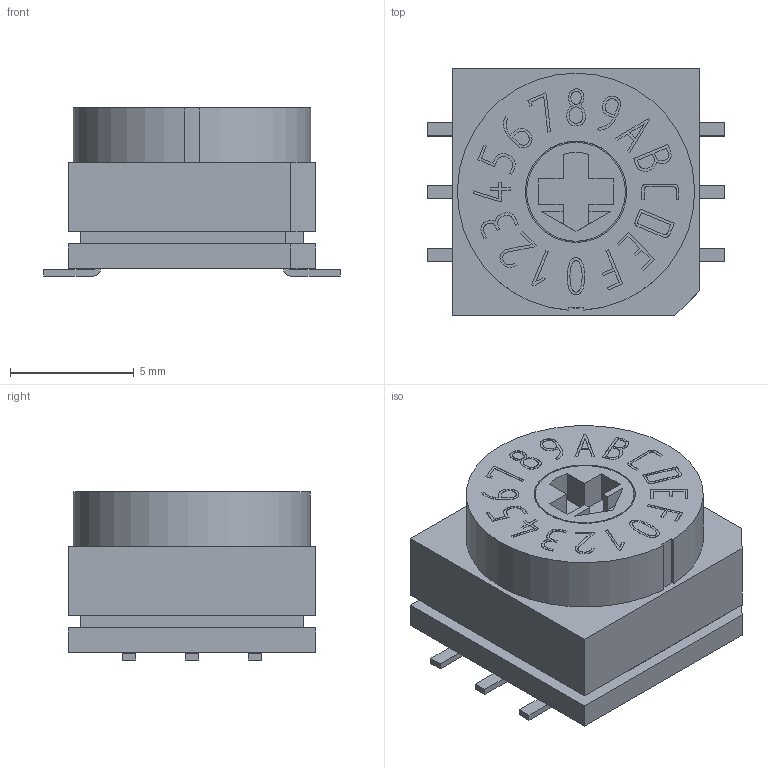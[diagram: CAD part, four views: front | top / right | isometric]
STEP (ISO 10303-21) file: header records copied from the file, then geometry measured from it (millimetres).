
FILE_DESCRIPTION(/* description */ ('Unknown'),/* implementation_level */ '2;1');
FILE_NAME(/* name */ '428521520817_16_Pos',/* time_stamp */ '2025-11-03T13:43:59+01:00',/* author */ ('Unknown'),/* organization */ ('Unknown'),/* preprocessor_version */ 'ST-DEVELOPER v19.4',/* originating_system */ 'Solid Edge',/* authorisation */ 'Unknown');
FILE_SCHEMA (('AUTOMOTIVE_DESIGN {1 0 10303 214 3 1 1}'));
Length unit declared in the file: millimetre
Products named in the file (1): 428521520817_16_Pos
Bounding box: 12 x 10 x 6.8 mm (x, y, z)
Volume: 570.9 mm3; surface area: 566.5 mm2
Topology: 1 solids, 1 shells, 242 faces, 609 edges, 406 vertices
Faces by surface type: plane 183, bspline 42, cylinder 17
Full cylindrical faces by diameter (mm): 4 x1, 4.1 x1
Entity records: 10112 total; most frequent: CARTESIAN_POINT 3188, ORIENTED_EDGE 1206, DIRECTION 781, EDGE_CURVE 603, VERTEX_POINT 406, LINE 311, VECTOR 311, EDGE_LOOP 285
